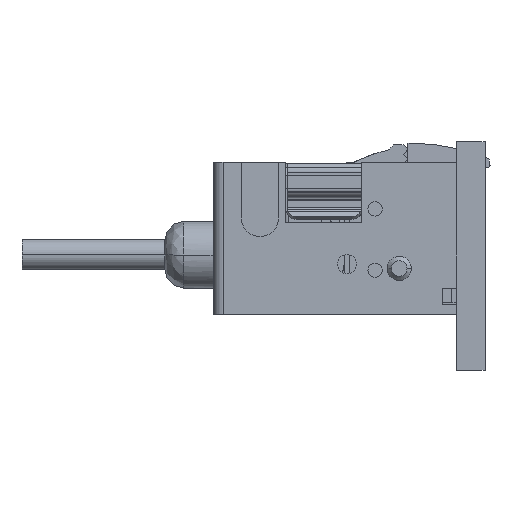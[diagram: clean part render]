
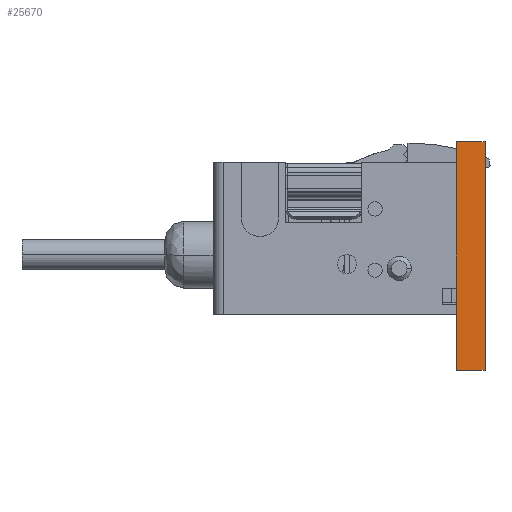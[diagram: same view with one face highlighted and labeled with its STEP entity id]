
A CAD part, front view. The second image highlights one B-rep face of the part: STEP entity #25670.
In plain terms, the highlighted planar face has unit normal (0, -1, 0).
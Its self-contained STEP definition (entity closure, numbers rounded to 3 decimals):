
#665 = DIRECTION ( 'NONE',  ( 1., 0., 0. ) ) ;
#2756 = CARTESIAN_POINT ( 'NONE',  ( -12., -125., 3. ) ) ;
#5135 = EDGE_CURVE ( 'NONE', #9223, #12143, #7082, .T. ) ;
#6246 = EDGE_CURVE ( 'NONE', #12143, #42842, #11213, .T. ) ;
#6752 = LINE ( 'NONE', #40061, #29440 ) ;
#7082 = LINE ( 'NONE', #27081, #27258 ) ;
#7350 = AXIS2_PLACEMENT_3D ( 'NONE', #2756, #16408, #39313 ) ;
#7414 = ORIENTED_EDGE ( 'NONE', *, *, #13419, .F. ) ;
#7941 = CARTESIAN_POINT ( 'NONE',  ( -12., -125., 0. ) ) ;
#9223 = VERTEX_POINT ( 'NONE', #29466 ) ;
#10096 = VECTOR ( 'NONE', #41513, 1000. ) ;
#11213 = LINE ( 'NONE', #7941, #10096 ) ;
#11887 = LINE ( 'NONE', #22116, #39199 ) ;
#12143 = VERTEX_POINT ( 'NONE', #33275 ) ;
#13419 = EDGE_CURVE ( 'NONE', #21255, #42842, #11887, .T. ) ;
#14743 = CARTESIAN_POINT ( 'NONE',  ( 12., -125., 3. ) ) ;
#15580 = DIRECTION ( 'NONE',  ( 0., 0., -1. ) ) ;
#16408 = DIRECTION ( 'NONE',  ( 0., 1., 0. ) ) ;
#20324 = DIRECTION ( 'NONE',  ( 0., 0., -1. ) ) ;
#21255 = VERTEX_POINT ( 'NONE', #14743 ) ;
#22116 = CARTESIAN_POINT ( 'NONE',  ( 12., -125., 3. ) ) ;
#22122 = EDGE_CURVE ( 'NONE', #9223, #21255, #6752, .T. ) ;
#24153 = EDGE_LOOP ( 'NONE', ( #33949, #7414, #34180, #37986 ) ) ;
#25670 = ADVANCED_FACE ( 'NONE', ( #31270 ), #32323, .F. ) ;
#27081 = CARTESIAN_POINT ( 'NONE',  ( -12., -125., 3. ) ) ;
#27258 = VECTOR ( 'NONE', #20324, 1000. ) ;
#29440 = VECTOR ( 'NONE', #665, 1000. ) ;
#29466 = CARTESIAN_POINT ( 'NONE',  ( -12., -125., 3. ) ) ;
#31270 = FACE_OUTER_BOUND ( 'NONE', #24153, .T. ) ;
#32323 = PLANE ( 'NONE',  #7350 ) ;
#33275 = CARTESIAN_POINT ( 'NONE',  ( -12., -125., 0. ) ) ;
#33949 = ORIENTED_EDGE ( 'NONE', *, *, #6246, .T. ) ;
#34180 = ORIENTED_EDGE ( 'NONE', *, *, #22122, .F. ) ;
#37986 = ORIENTED_EDGE ( 'NONE', *, *, #5135, .T. ) ;
#39199 = VECTOR ( 'NONE', #15580, 1000. ) ;
#39313 = DIRECTION ( 'NONE',  ( 0., 0., 1. ) ) ;
#40061 = CARTESIAN_POINT ( 'NONE',  ( -12., -125., 3. ) ) ;
#41513 = DIRECTION ( 'NONE',  ( 1., 0., 0. ) ) ;
#42450 = CARTESIAN_POINT ( 'NONE',  ( 12., -125., 0. ) ) ;
#42842 = VERTEX_POINT ( 'NONE', #42450 ) ;
